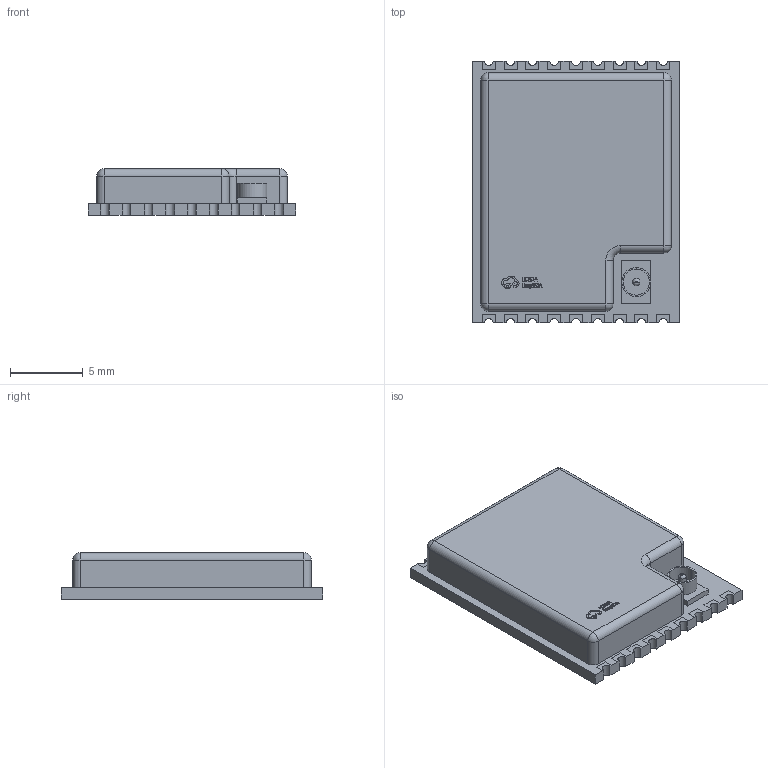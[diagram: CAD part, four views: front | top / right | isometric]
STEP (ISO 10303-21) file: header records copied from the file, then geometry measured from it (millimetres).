
FILE_DESCRIPTION (( 'STEP AP214' ), '1' );
FILE_NAME ('WIFIM-SMD_18P-L14.3-W18.0-H3.2-P1.50.step', '2022-07-15T04:53:04', ( '' ), ( '' ), 'SwSTEP 2.0', 'SolidWorks 2020', '' );
FILE_SCHEMA (( 'AUTOMOTIVE_DESIGN' ));
Length unit declared in the file: millimetre
Products named in the file (1): WIFIM-SMD_18P-L14.3-W18.0-H3.2-P1.50
Bounding box: 14.3 x 18 x 3.2 mm (x, y, z)
Volume: 680.7 mm3; surface area: 710.9 mm2
Topology: 14 solids, 14 shells, 359 faces, 1067 edges, 743 vertices
Faces by surface type: plane 217, bspline 98, cylinder 36, sphere 5, torus 3
Entity records: 16725 total; most frequent: CARTESIAN_POINT 3667, ORIENTED_EDGE 2124, DIRECTION 1449, EDGE_CURVE 1062, LINE 771, VECTOR 771, VERTEX_POINT 743, EDGE_LOOP 383
